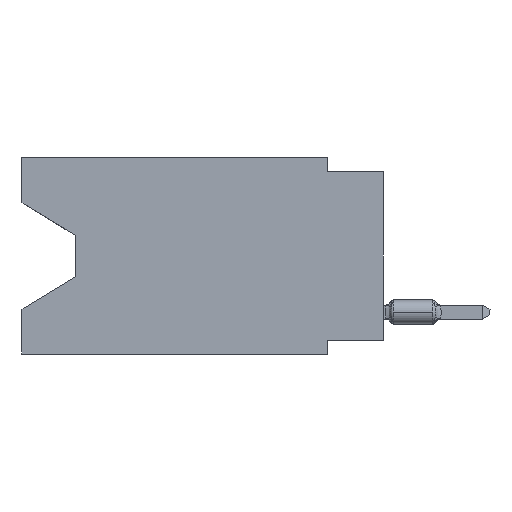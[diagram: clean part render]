
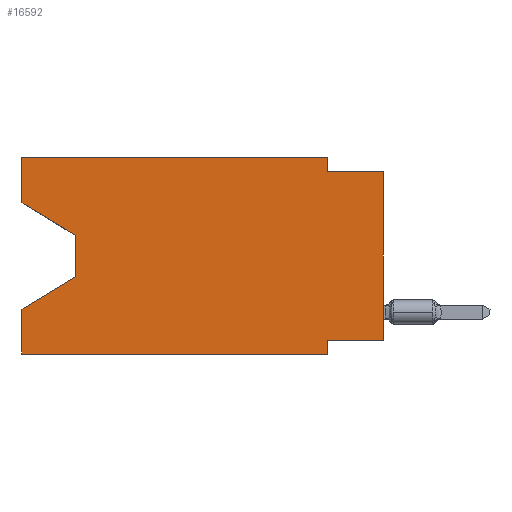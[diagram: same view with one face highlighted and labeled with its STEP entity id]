
A CAD part, left-side view. The second image highlights one B-rep face of the part: STEP entity #16592.
In plain terms, the highlighted planar face has unit normal (-1, 0, 0).
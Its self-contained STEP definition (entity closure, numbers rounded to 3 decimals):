
#105 = VERTEX_POINT ( 'NONE', #10931 ) ;
#168 = AXIS2_PLACEMENT_3D ( 'NONE', #16528, #9280, #9101 ) ;
#366 = DIRECTION ( 'NONE',  ( 0., -1., 0. ) ) ;
#369 = CARTESIAN_POINT ( 'NONE',  ( 0., 13.97, -3.505 ) ) ;
#559 = EDGE_CURVE ( 'NONE', #11848, #17367, #9250, .T. ) ;
#747 = CARTESIAN_POINT ( 'NONE',  ( 0., 0., -8.255 ) ) ;
#777 = EDGE_CURVE ( 'NONE', #14260, #105, #14983, .T. ) ;
#800 = ORIENTED_EDGE ( 'NONE', *, *, #3156, .F. ) ;
#1074 = VERTEX_POINT ( 'NONE', #7163 ) ;
#1190 = LINE ( 'NONE', #9085, #14994 ) ;
#1911 = CARTESIAN_POINT ( 'NONE',  ( 0., 16.383, -2.038 ) ) ;
#1971 = VECTOR ( 'NONE', #4504, 1000. ) ;
#2059 = ORIENTED_EDGE ( 'NONE', *, *, #6731, .T. ) ;
#2061 = VERTEX_POINT ( 'NONE', #14564 ) ;
#2143 = FACE_OUTER_BOUND ( 'NONE', #12806, .T. ) ;
#2155 = VERTEX_POINT ( 'NONE', #1911 ) ;
#2711 = VECTOR ( 'NONE', #13207, 1000. ) ;
#2851 = DIRECTION ( 'NONE',  ( 0., -1., 0. ) ) ;
#2879 = LINE ( 'NONE', #16636, #9043 ) ;
#3156 = EDGE_CURVE ( 'NONE', #8091, #13807, #8685, .T. ) ;
#3433 = ORIENTED_EDGE ( 'NONE', *, *, #15380, .T. ) ;
#3769 = DIRECTION ( 'NONE',  ( 0., -1., 0. ) ) ;
#3923 = EDGE_CURVE ( 'NONE', #2155, #8091, #2879, .T. ) ;
#3982 = DIRECTION ( 'NONE',  ( 0., 1., 0. ) ) ;
#4078 = VERTEX_POINT ( 'NONE', #15802 ) ;
#4190 = ORIENTED_EDGE ( 'NONE', *, *, #559, .T. ) ;
#4371 = EDGE_CURVE ( 'NONE', #7253, #15988, #12925, .T. ) ;
#4504 = DIRECTION ( 'NONE',  ( 0., 0., -1. ) ) ;
#4860 = LINE ( 'NONE', #7515, #1971 ) ;
#5172 = LINE ( 'NONE', #15166, #16754 ) ;
#5383 = DIRECTION ( 'NONE',  ( 0., 0.855, -0.519 ) ) ;
#6130 = LINE ( 'NONE', #12679, #2711 ) ;
#6240 = LINE ( 'NONE', #17266, #12367 ) ;
#6383 = CARTESIAN_POINT ( 'NONE',  ( 0., 16.383, 0. ) ) ;
#6539 = DIRECTION ( 'NONE',  ( 0., 0., 1. ) ) ;
#6731 = EDGE_CURVE ( 'NONE', #15988, #1074, #1190, .T. ) ;
#7163 = CARTESIAN_POINT ( 'NONE',  ( 0., 16.383, -6.852 ) ) ;
#7253 = VERTEX_POINT ( 'NONE', #8565 ) ;
#7486 = LINE ( 'NONE', #6383, #13430 ) ;
#7515 = CARTESIAN_POINT ( 'NONE',  ( 0., 2.54, 0. ) ) ;
#7682 = CARTESIAN_POINT ( 'NONE',  ( 0., 16.383, 0. ) ) ;
#8091 = VERTEX_POINT ( 'NONE', #7682 ) ;
#8189 = EDGE_CURVE ( 'NONE', #11848, #1074, #7486, .T. ) ;
#8499 = CARTESIAN_POINT ( 'NONE',  ( 0., 16.383, 0. ) ) ;
#8565 = CARTESIAN_POINT ( 'NONE',  ( 0., 13.97, -3.505 ) ) ;
#8685 = LINE ( 'NONE', #8499, #9107 ) ;
#8867 = DIRECTION ( 'NONE',  ( 0., 0., 1. ) ) ;
#9043 = VECTOR ( 'NONE', #13979, 1000. ) ;
#9085 = CARTESIAN_POINT ( 'NONE',  ( 0., 13.97, -5.385 ) ) ;
#9101 = DIRECTION ( 'NONE',  ( 0., 0., -1. ) ) ;
#9107 = VECTOR ( 'NONE', #366, 1000. ) ;
#9128 = ORIENTED_EDGE ( 'NONE', *, *, #3923, .F. ) ;
#9149 = CARTESIAN_POINT ( 'NONE',  ( 0., 2.54, -8.89 ) ) ;
#9250 = LINE ( 'NONE', #16323, #16892 ) ;
#9280 = DIRECTION ( 'NONE',  ( 1., 0., 0. ) ) ;
#9924 = EDGE_CURVE ( 'NONE', #14260, #4078, #5172, .T. ) ;
#10162 = DIRECTION ( 'NONE',  ( 0., 0., -1. ) ) ;
#10209 = EDGE_CURVE ( 'NONE', #4078, #17367, #6240, .T. ) ;
#10230 = CARTESIAN_POINT ( 'NONE',  ( 0., 13.97, -5.385 ) ) ;
#10830 = PLANE ( 'NONE',  #168 ) ;
#10910 = CARTESIAN_POINT ( 'NONE',  ( 0., 0., -0.635 ) ) ;
#10931 = CARTESIAN_POINT ( 'NONE',  ( 0., 0., -0.635 ) ) ;
#11171 = LINE ( 'NONE', #10910, #13016 ) ;
#11633 = ORIENTED_EDGE ( 'NONE', *, *, #777, .T. ) ;
#11737 = CARTESIAN_POINT ( 'NONE',  ( 0., 2.54, 0. ) ) ;
#11848 = VERTEX_POINT ( 'NONE', #15692 ) ;
#11877 = EDGE_CURVE ( 'NONE', #13807, #2061, #4860, .T. ) ;
#12367 = VECTOR ( 'NONE', #16075, 1000. ) ;
#12480 = ORIENTED_EDGE ( 'NONE', *, *, #11877, .F. ) ;
#12503 = VECTOR ( 'NONE', #6539, 1000. ) ;
#12679 = CARTESIAN_POINT ( 'NONE',  ( 0., 16.383, -2.038 ) ) ;
#12806 = EDGE_LOOP ( 'NONE', ( #3433, #13378, #2059, #14880, #4190, #13244, #17531, #11633, #14321, #12480, #800, #9128 ) ) ;
#12925 = LINE ( 'NONE', #369, #16385 ) ;
#13016 = VECTOR ( 'NONE', #2851, 1000. ) ;
#13207 = DIRECTION ( 'NONE',  ( 0., -0.855, -0.519 ) ) ;
#13244 = ORIENTED_EDGE ( 'NONE', *, *, #10209, .F. ) ;
#13378 = ORIENTED_EDGE ( 'NONE', *, *, #4371, .T. ) ;
#13430 = VECTOR ( 'NONE', #8867, 1000. ) ;
#13807 = VERTEX_POINT ( 'NONE', #11737 ) ;
#13979 = DIRECTION ( 'NONE',  ( 0., 0., 1. ) ) ;
#14032 = EDGE_CURVE ( 'NONE', #2061, #105, #11171, .T. ) ;
#14260 = VERTEX_POINT ( 'NONE', #747 ) ;
#14321 = ORIENTED_EDGE ( 'NONE', *, *, #14032, .F. ) ;
#14564 = CARTESIAN_POINT ( 'NONE',  ( 0., 2.54, -0.635 ) ) ;
#14880 = ORIENTED_EDGE ( 'NONE', *, *, #8189, .F. ) ;
#14983 = LINE ( 'NONE', #15996, #12503 ) ;
#14994 = VECTOR ( 'NONE', #5383, 1000. ) ;
#15166 = CARTESIAN_POINT ( 'NONE',  ( 0., 0., -8.255 ) ) ;
#15380 = EDGE_CURVE ( 'NONE', #2155, #7253, #6130, .T. ) ;
#15692 = CARTESIAN_POINT ( 'NONE',  ( 0., 16.383, -8.89 ) ) ;
#15802 = CARTESIAN_POINT ( 'NONE',  ( 0., 2.54, -8.255 ) ) ;
#15988 = VERTEX_POINT ( 'NONE', #10230 ) ;
#15996 = CARTESIAN_POINT ( 'NONE',  ( 0., 0., 0. ) ) ;
#16075 = DIRECTION ( 'NONE',  ( 0., 0., -1. ) ) ;
#16323 = CARTESIAN_POINT ( 'NONE',  ( 0., 16.383, -8.89 ) ) ;
#16385 = VECTOR ( 'NONE', #10162, 1000. ) ;
#16528 = CARTESIAN_POINT ( 'NONE',  ( 0., 16.383, 0. ) ) ;
#16592 = ADVANCED_FACE ( 'NONE', ( #2143 ), #10830, .F. ) ;
#16636 = CARTESIAN_POINT ( 'NONE',  ( 0., 16.383, 0. ) ) ;
#16754 = VECTOR ( 'NONE', #3982, 1000. ) ;
#16892 = VECTOR ( 'NONE', #3769, 1000. ) ;
#17266 = CARTESIAN_POINT ( 'NONE',  ( 0., 2.54, -8.89 ) ) ;
#17367 = VERTEX_POINT ( 'NONE', #9149 ) ;
#17531 = ORIENTED_EDGE ( 'NONE', *, *, #9924, .F. ) ;
